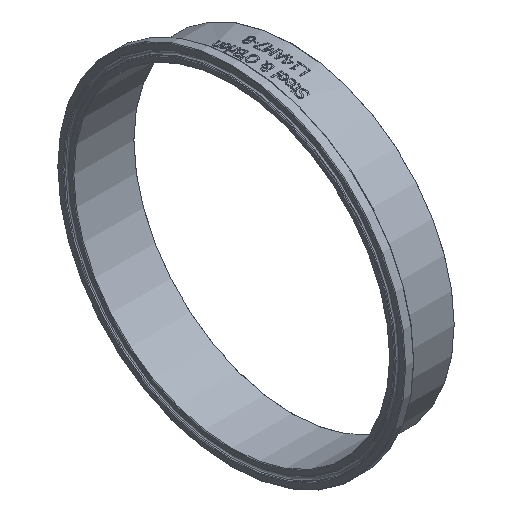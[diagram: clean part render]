
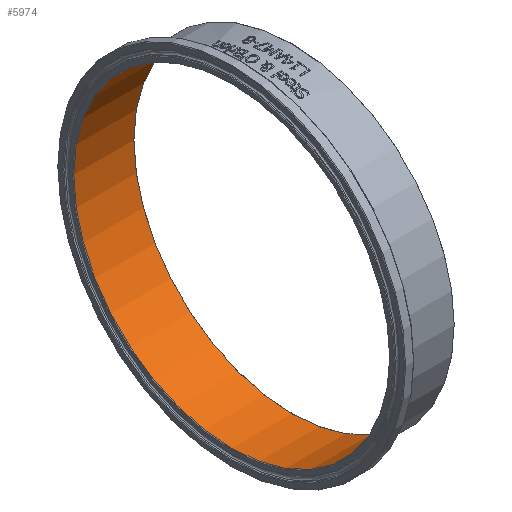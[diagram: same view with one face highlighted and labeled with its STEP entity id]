
A CAD part, isometric view. The second image highlights one B-rep face of the part: STEP entity #5974.
In plain terms, the highlighted cylindrical face has radius 98.831 mm (diameter 197.663 mm), a full revolution.
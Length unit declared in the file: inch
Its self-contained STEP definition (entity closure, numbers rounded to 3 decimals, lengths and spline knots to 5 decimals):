
#204=CIRCLE('',#6354,3.891);
#206=CIRCLE('',#6358,3.891);
#548=FACE_BOUND('',#1258,.T.);
#883=FACE_OUTER_BOUND('',#1257,.T.);
#1257=EDGE_LOOP('',(#5557));
#1258=EDGE_LOOP('',(#5558));
#2949=VERTEX_POINT('',#12860);
#2951=VERTEX_POINT('',#12866);
#3825=EDGE_CURVE('',#2949,#2949,#204,.T.);
#3827=EDGE_CURVE('',#2951,#2951,#206,.T.);
#5557=ORIENTED_EDGE('',*,*,#3827,.F.);
#5558=ORIENTED_EDGE('',*,*,#3825,.F.);
#5626=CYLINDRICAL_SURFACE('',#6357,3.891);
#5974=ADVANCED_FACE('',(#883,#548),#5626,.F.);
#6354=AXIS2_PLACEMENT_3D('',#12861,#7514,#7515);
#6357=AXIS2_PLACEMENT_3D('',#12865,#7520,#7521);
#6358=AXIS2_PLACEMENT_3D('',#12867,#7522,#7523);
#7514=DIRECTION('center_axis',(-1.,0.,0.));
#7515=DIRECTION('ref_axis',(0.,-1.,0.));
#7520=DIRECTION('center_axis',(1.,0.,0.));
#7521=DIRECTION('ref_axis',(0.,1.,0.));
#7522=DIRECTION('center_axis',(1.,0.,0.));
#7523=DIRECTION('ref_axis',(0.,-1.,0.));
#12860=CARTESIAN_POINT('',(1.495,3.891,0.));
#12861=CARTESIAN_POINT('Origin',(1.495,0.,0.));
#12865=CARTESIAN_POINT('Origin',(0.7655,0.,0.));
#12866=CARTESIAN_POINT('',(0.015,3.891,0.));
#12867=CARTESIAN_POINT('Origin',(0.015,0.,0.));
